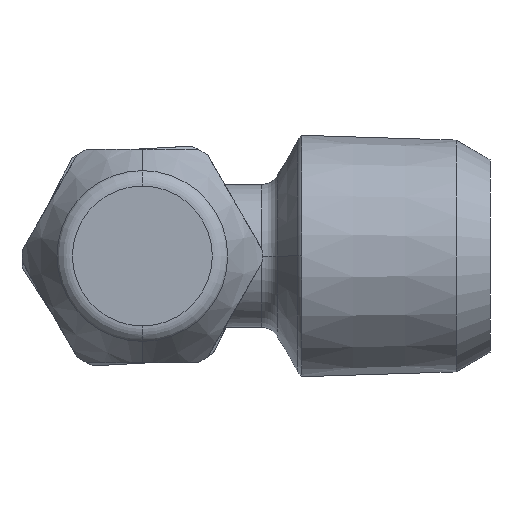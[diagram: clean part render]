
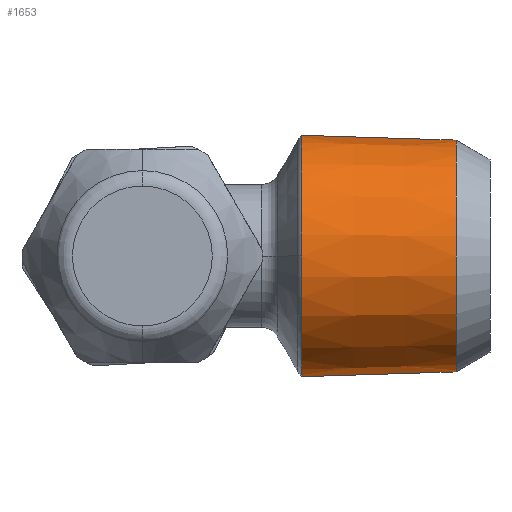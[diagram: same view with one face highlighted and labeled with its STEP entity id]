
A CAD part, left-side view. The second image highlights one B-rep face of the part: STEP entity #1653.
In plain terms, the highlighted conical face has half-angle 1.788 degrees and reference radius 6.846 mm.
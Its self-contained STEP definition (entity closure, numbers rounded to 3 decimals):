
#150 = ORIENTED_EDGE ( 'NONE', *, *, #4047, .T. ) ;
#152 = ORIENTED_EDGE ( 'NONE', *, *, #3978, .T. ) ;
#154 = ORIENTED_EDGE ( 'NONE', *, *, #1075, .T. ) ;
#156 = ORIENTED_EDGE ( 'NONE', *, *, #4141, .F. ) ;
#158 = ORIENTED_EDGE ( 'NONE', *, *, #1072, .F. ) ;
#230 = LINE ( 'NONE', #1989, #238 ) ;
#238 = VECTOR ( 'NONE', #1988, 1000. ) ;
#242 = LINE ( 'NONE', #1993, #246 ) ;
#246 = VECTOR ( 'NONE', #1994, 1000. ) ;
#379 = FACE_OUTER_BOUND ( 'NONE', #4474, .T. ) ;
#386 = CONICAL_SURFACE ( 'NONE', #1456, 6.846, 0.031 ) ;
#846 = CIRCLE ( 'NONE', #1573, 6.77 ) ;
#907 = CIRCLE ( 'NONE', #4239, 6.77 ) ;
#1005 = CIRCLE ( 'NONE', #4277, 6.5 ) ;
#1072 = EDGE_CURVE ( 'NONE', #3563, #3569, #230, .T. ) ;
#1075 = EDGE_CURVE ( 'NONE', #3566, #3571, #242, .T. ) ;
#1185 = DIRECTION ( 'NONE',  ( 0., 0., 1. ) ) ;
#1186 = CARTESIAN_POINT ( 'NONE',  ( 0., -6.5, 0. ) ) ;
#1187 = DIRECTION ( 'NONE',  ( 0., 1., 0. ) ) ;
#1456 = AXIS2_PLACEMENT_3D ( 'NONE', #1186, #1187, #1185 ) ;
#1573 = AXIS2_PLACEMENT_3D ( 'NONE', #3062, #3063, #3064 ) ;
#1653 = ADVANCED_FACE ( 'NONE', ( #379 ), #386, .T. ) ;
#1988 = DIRECTION ( 'NONE',  ( 0., 1., -0.031 ) ) ;
#1989 = CARTESIAN_POINT ( 'NONE',  ( 0., -6.5, -6.846 ) ) ;
#1993 = CARTESIAN_POINT ( 'NONE',  ( 0., -6.5, 6.846 ) ) ;
#1994 = DIRECTION ( 'NONE',  ( 0., 1., 0.031 ) ) ;
#2617 = CARTESIAN_POINT ( 'NONE',  ( 0., -17.595, 0. ) ) ;
#2618 = DIRECTION ( 'NONE',  ( 0., -1., 0. ) ) ;
#2619 = DIRECTION ( 'NONE',  ( 0., 0., -1. ) ) ;
#2898 = CARTESIAN_POINT ( 'NONE',  ( 0., -17.595, -6.5 ) ) ;
#2901 = CARTESIAN_POINT ( 'NONE',  ( 0., -17.595, 6.5 ) ) ;
#2904 = CARTESIAN_POINT ( 'NONE',  ( 0., -8.94, -6.77 ) ) ;
#2906 = CARTESIAN_POINT ( 'NONE',  ( 0., -8.94, 6.77 ) ) ;
#2926 = CARTESIAN_POINT ( 'NONE',  ( -6.77, -8.94, 0. ) ) ;
#3062 = CARTESIAN_POINT ( 'NONE',  ( 0., -8.94, 0. ) ) ;
#3063 = DIRECTION ( 'NONE',  ( 0., -1., 0. ) ) ;
#3064 = DIRECTION ( 'NONE',  ( 0., 0., -1. ) ) ;
#3321 = CARTESIAN_POINT ( 'NONE',  ( 0., -8.94, 0. ) ) ;
#3322 = DIRECTION ( 'NONE',  ( 0., -1., 0. ) ) ;
#3323 = DIRECTION ( 'NONE',  ( 0., 0., -1. ) ) ;
#3563 = VERTEX_POINT ( 'NONE', #2898 ) ;
#3566 = VERTEX_POINT ( 'NONE', #2901 ) ;
#3569 = VERTEX_POINT ( 'NONE', #2904 ) ;
#3571 = VERTEX_POINT ( 'NONE', #2906 ) ;
#3591 = VERTEX_POINT ( 'NONE', #2926 ) ;
#3978 = EDGE_CURVE ( 'NONE', #3571, #3591, #846, .T. ) ;
#4047 = EDGE_CURVE ( 'NONE', #3591, #3569, #907, .T. ) ;
#4141 = EDGE_CURVE ( 'NONE', #3566, #3563, #1005, .T. ) ;
#4239 = AXIS2_PLACEMENT_3D ( 'NONE', #3321, #3322, #3323 ) ;
#4277 = AXIS2_PLACEMENT_3D ( 'NONE', #2617, #2618, #2619 ) ;
#4474 = EDGE_LOOP ( 'NONE', ( #158, #156, #154, #152, #150 ) ) ;
